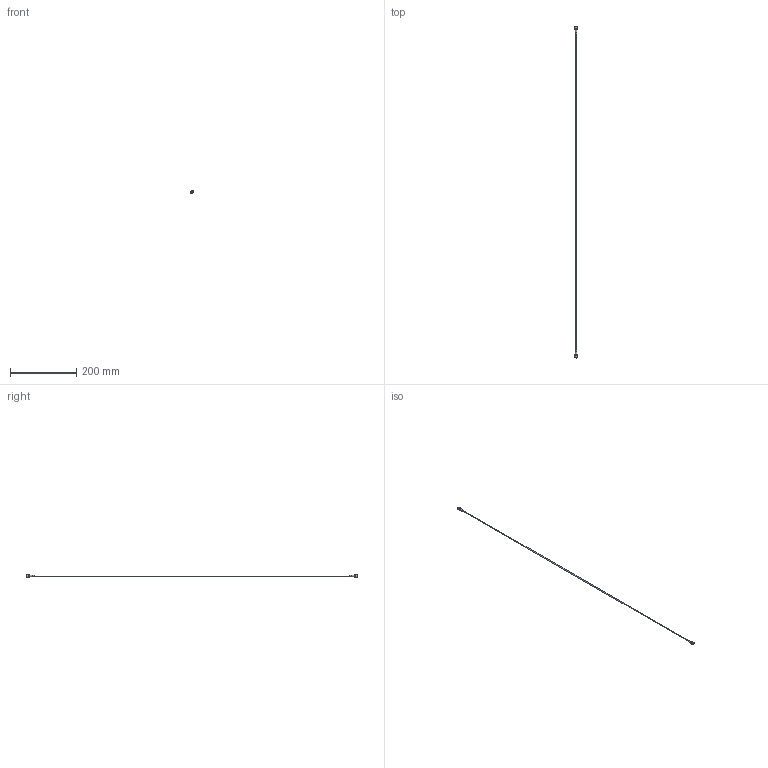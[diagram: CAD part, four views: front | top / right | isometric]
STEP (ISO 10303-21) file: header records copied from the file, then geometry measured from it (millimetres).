
FILE_DESCRIPTION(/* description */ ('Unknown'),/* implementation_level */ '2;1');
FILE_NAME(/* name */ '655035035xxxx03',/* time_stamp */ '2020-09-16T10:29:13+02:00',/* author */ ('Unknown'),/* organization */ ('Unknown'),/* preprocessor_version */ 'ST-DEVELOPER v16.7',/* originating_system */ 'DEX',/* authorisation */ $);
FILE_SCHEMA (('AUTOMOTIVE_DESIGN {1 0 10303 214 3 1 1}'));
Length unit declared in the file: millimetre
Products named in the file (1): 655035035xxxx03
Bounding box: 8.93 x 1000 x 8.83 mm (x, y, z)
Volume: 6241.4 mm3; surface area: 9523.3 mm2
Topology: 1 solids, 1 shells, 115 faces, 281 edges, 182 vertices
Faces by surface type: plane 58, cylinder 35, cone 14, torus 4, bspline 4
Full cylindrical faces by diameter (mm): 0.92 x2, 2.6 x1, 3.5 x2, 4.56 x2, 4.75 x2, 4.8 x2, 6.4 x4, 6.5 x2, 6.55 x10, 7 x2, 7.8 x2
Entity records: 4752 total; most frequent: CARTESIAN_POINT 1802, DIRECTION 428, ORIENTED_EDGE 396, EDGE_CURVE 198, AXIS2_PLACEMENT_3D 188, EDGE_LOOP 172, FACE_BOUND 172, VERTEX_POINT 146
